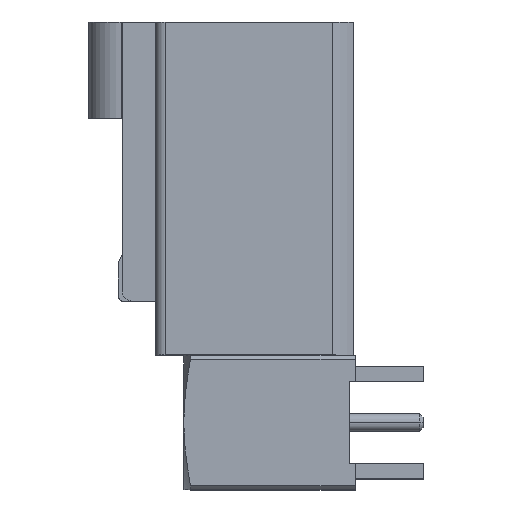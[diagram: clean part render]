
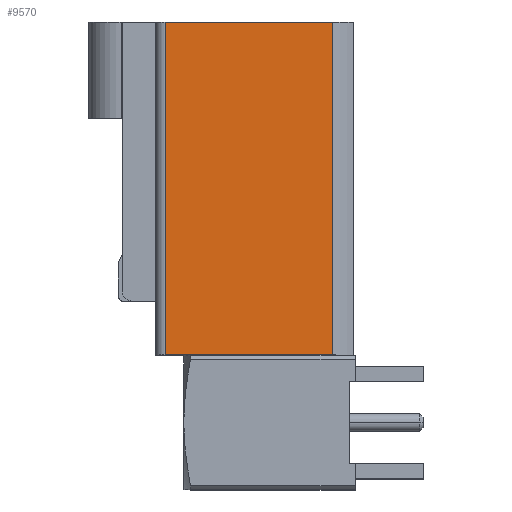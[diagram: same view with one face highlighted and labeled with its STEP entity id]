
A CAD part, top view. The second image highlights one B-rep face of the part: STEP entity #9570.
In plain terms, the highlighted face is planar.
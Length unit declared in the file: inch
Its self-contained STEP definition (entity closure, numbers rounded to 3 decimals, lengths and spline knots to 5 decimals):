
#955 = DIRECTION ( 'NONE',  ( 0., 0., -1. ) ) ;
#1346 = DIRECTION ( 'NONE',  ( 0., -1., 0. ) ) ;
#1713 = LINE ( 'NONE', #6870, #6636 ) ;
#3742 = VERTEX_POINT ( 'NONE', #9498 ) ;
#3770 = LINE ( 'NONE', #6210, #12447 ) ;
#3840 = CARTESIAN_POINT ( 'NONE',  ( 0., 0.08169, -0.18504 ) ) ;
#4479 = VERTEX_POINT ( 'NONE', #6170 ) ;
#4483 = CARTESIAN_POINT ( 'NONE',  ( 0., -0.14684, -0.18504 ) ) ;
#4850 = ORIENTED_EDGE ( 'NONE', *, *, #14536, .F. ) ;
#5264 = DIRECTION ( 'NONE',  ( -1., 0., 0. ) ) ;
#5317 = DIRECTION ( 'NONE',  ( 0., 1., 0. ) ) ;
#5395 = VERTEX_POINT ( 'NONE', #4483 ) ;
#6170 = CARTESIAN_POINT ( 'NONE',  ( 0.6811, -0.14684, -0.18504 ) ) ;
#6210 = CARTESIAN_POINT ( 'NONE',  ( 0.34055, -0.14684, -0.18504 ) ) ;
#6465 = CARTESIAN_POINT ( 'NONE',  ( 0.6811, 0.19488, -0.18504 ) ) ;
#6636 = VECTOR ( 'NONE', #13422, 39.37008 ) ;
#6646 = LINE ( 'NONE', #12768, #8153 ) ;
#6870 = CARTESIAN_POINT ( 'NONE',  ( 0.34055, 0.19488, -0.18504 ) ) ;
#7380 = CARTESIAN_POINT ( 'NONE',  ( -0.00039, -0.14723, -0.18504 ) ) ;
#8153 = VECTOR ( 'NONE', #5317, 39.37008 ) ;
#8412 = VECTOR ( 'NONE', #1346, 39.37008 ) ;
#8504 = PLANE ( 'NONE',  #10709 ) ;
#8736 = ORIENTED_EDGE ( 'NONE', *, *, #14342, .F. ) ;
#9498 = CARTESIAN_POINT ( 'NONE',  ( 0., 0.19488, -0.18504 ) ) ;
#9514 = FACE_OUTER_BOUND ( 'NONE', #13426, .T. ) ;
#9570 = ADVANCED_FACE ( 'NONE', ( #9514 ), #8504, .T. ) ;
#10709 = AXIS2_PLACEMENT_3D ( 'NONE', #7380, #955, #13605 ) ;
#10798 = ORIENTED_EDGE ( 'NONE', *, *, #13139, .T. ) ;
#12447 = VECTOR ( 'NONE', #5264, 39.37008 ) ;
#12768 = CARTESIAN_POINT ( 'NONE',  ( 0.6811, 0.0128, -0.18504 ) ) ;
#12806 = LINE ( 'NONE', #3840, #8412 ) ;
#13139 = EDGE_CURVE ( 'NONE', #3742, #14998, #1713, .T. ) ;
#13422 = DIRECTION ( 'NONE',  ( 1., 0., 0. ) ) ;
#13426 = EDGE_LOOP ( 'NONE', ( #4850, #14771, #8736, #10798 ) ) ;
#13605 = DIRECTION ( 'NONE',  ( 0., 1., 0. ) ) ;
#14248 = EDGE_CURVE ( 'NONE', #4479, #5395, #3770, .T. ) ;
#14342 = EDGE_CURVE ( 'NONE', #3742, #5395, #12806, .T. ) ;
#14536 = EDGE_CURVE ( 'NONE', #4479, #14998, #6646, .T. ) ;
#14771 = ORIENTED_EDGE ( 'NONE', *, *, #14248, .T. ) ;
#14998 = VERTEX_POINT ( 'NONE', #6465 ) ;
